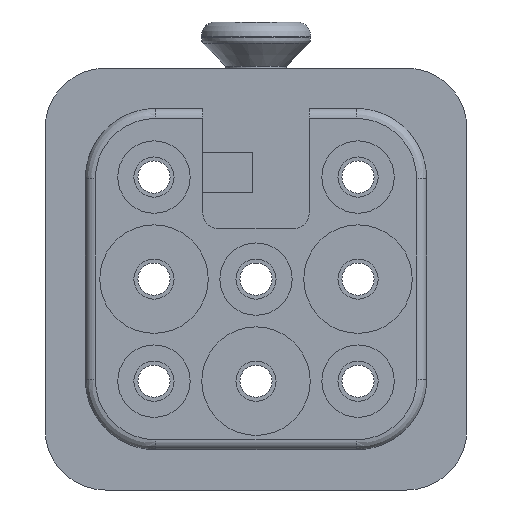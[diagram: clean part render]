
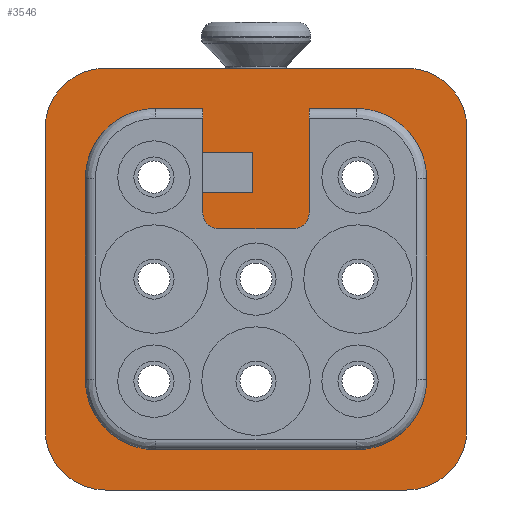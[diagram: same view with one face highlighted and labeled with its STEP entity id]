
A CAD part, front view. The second image highlights one B-rep face of the part: STEP entity #3546.
In plain terms, the highlighted planar face has unit normal (0, -1, 0).
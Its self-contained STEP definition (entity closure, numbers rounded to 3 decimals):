
#2519=FACE_BOUND('',#4889,.T.);
#2520=FACE_BOUND('',#4890,.T.);
#3048=CIRCLE('',#12041,0.8);
#3055=CIRCLE('',#12051,0.8);
#3057=CIRCLE('',#12055,3.5);
#3059=CIRCLE('',#12059,3.5);
#3061=CIRCLE('',#12063,3.5);
#3063=CIRCLE('',#12067,3.5);
#3074=CIRCLE('',#12088,3.);
#3075=CIRCLE('',#12089,3.);
#3076=CIRCLE('',#12090,3.);
#3077=CIRCLE('',#12091,3.);
#3546=ADVANCED_FACE('',(#2519,#2520),#3919,.T.);
#3919=PLANE('',#12092);
#4889=EDGE_LOOP('',(#6977,#6978,#6979,#6980,#6981,#6982,#6983,#6984,#6985,
#6986,#6987,#6988,#6989,#6990,#6991,#6992,#6993,#6994));
#4890=EDGE_LOOP('',(#6995,#6996,#6997,#6998,#6999,#7000,#7001,#7002));
#6977=ORIENTED_EDGE('',*,*,#9373,.T.);
#6978=ORIENTED_EDGE('',*,*,#8609,.T.);
#6979=ORIENTED_EDGE('',*,*,#8612,.T.);
#6980=ORIENTED_EDGE('',*,*,#9370,.T.);
#6981=ORIENTED_EDGE('',*,*,#9311,.T.);
#6982=ORIENTED_EDGE('',*,*,#9315,.T.);
#6983=ORIENTED_EDGE('',*,*,#9330,.T.);
#6984=ORIENTED_EDGE('',*,*,#9359,.T.);
#6985=ORIENTED_EDGE('',*,*,#9357,.T.);
#6986=ORIENTED_EDGE('',*,*,#9354,.T.);
#6987=ORIENTED_EDGE('',*,*,#9351,.T.);
#6988=ORIENTED_EDGE('',*,*,#9348,.T.);
#6989=ORIENTED_EDGE('',*,*,#9345,.T.);
#6990=ORIENTED_EDGE('',*,*,#9342,.T.);
#6991=ORIENTED_EDGE('',*,*,#9339,.T.);
#6992=ORIENTED_EDGE('',*,*,#9336,.T.);
#6993=ORIENTED_EDGE('',*,*,#9333,.T.);
#6994=ORIENTED_EDGE('',*,*,#9372,.T.);
#6995=ORIENTED_EDGE('',*,*,#9374,.F.);
#6996=ORIENTED_EDGE('',*,*,#9375,.T.);
#6997=ORIENTED_EDGE('',*,*,#9376,.T.);
#6998=ORIENTED_EDGE('',*,*,#9377,.T.);
#6999=ORIENTED_EDGE('',*,*,#9378,.T.);
#7000=ORIENTED_EDGE('',*,*,#9379,.T.);
#7001=ORIENTED_EDGE('',*,*,#9380,.T.);
#7002=ORIENTED_EDGE('',*,*,#9381,.T.);
#7663=VERTEX_POINT('',#15476);
#7664=VERTEX_POINT('',#15477);
#7665=VERTEX_POINT('',#15482);
#8147=VERTEX_POINT('',#17471);
#8148=VERTEX_POINT('',#17473);
#8150=VERTEX_POINT('',#17479);
#8163=VERTEX_POINT('',#17509);
#8166=VERTEX_POINT('',#17516);
#8167=VERTEX_POINT('',#17518);
#8169=VERTEX_POINT('',#17524);
#8171=VERTEX_POINT('',#17530);
#8173=VERTEX_POINT('',#17536);
#8175=VERTEX_POINT('',#17542);
#8177=VERTEX_POINT('',#17548);
#8179=VERTEX_POINT('',#17554);
#8181=VERTEX_POINT('',#17560);
#8183=VERTEX_POINT('',#17566);
#8184=VERTEX_POINT('',#17688);
#8185=VERTEX_POINT('',#17694);
#8186=VERTEX_POINT('',#17695);
#8187=VERTEX_POINT('',#17697);
#8188=VERTEX_POINT('',#17699);
#8189=VERTEX_POINT('',#17701);
#8190=VERTEX_POINT('',#17703);
#8191=VERTEX_POINT('',#17705);
#8192=VERTEX_POINT('',#17707);
#8609=EDGE_CURVE('',#7663,#7664,#9764,.T.);
#8612=EDGE_CURVE('',#7664,#7665,#9767,.T.);
#9311=EDGE_CURVE('',#8148,#8147,#3048,.T.);
#9315=EDGE_CURVE('',#8147,#8150,#10156,.T.);
#9330=EDGE_CURVE('',#8150,#8163,#3055,.T.);
#9333=EDGE_CURVE('',#8167,#8166,#10168,.T.);
#9336=EDGE_CURVE('',#8169,#8167,#3057,.T.);
#9339=EDGE_CURVE('',#8171,#8169,#10172,.T.);
#9342=EDGE_CURVE('',#8173,#8171,#3059,.T.);
#9345=EDGE_CURVE('',#8175,#8173,#10176,.T.);
#9348=EDGE_CURVE('',#8177,#8175,#3061,.T.);
#9351=EDGE_CURVE('',#8179,#8177,#10180,.T.);
#9354=EDGE_CURVE('',#8181,#8179,#3063,.T.);
#9357=EDGE_CURVE('',#8183,#8181,#10184,.T.);
#9359=EDGE_CURVE('',#8163,#8183,#10186,.T.);
#9370=EDGE_CURVE('',#7665,#8148,#10187,.T.);
#9372=EDGE_CURVE('',#8166,#8184,#10189,.T.);
#9373=EDGE_CURVE('',#8184,#7663,#10190,.T.);
#9374=EDGE_CURVE('',#8185,#8186,#10191,.T.);
#9375=EDGE_CURVE('',#8185,#8187,#3074,.T.);
#9376=EDGE_CURVE('',#8187,#8188,#10192,.T.);
#9377=EDGE_CURVE('',#8188,#8189,#3075,.T.);
#9378=EDGE_CURVE('',#8189,#8190,#10193,.T.);
#9379=EDGE_CURVE('',#8190,#8191,#3076,.T.);
#9380=EDGE_CURVE('',#8191,#8192,#10194,.T.);
#9381=EDGE_CURVE('',#8192,#8186,#3077,.T.);
#9764=LINE('',#15475,#10563);
#9767=LINE('',#15481,#10566);
#10156=LINE('',#17481,#10955);
#10168=LINE('',#17517,#10967);
#10172=LINE('',#17529,#10971);
#10176=LINE('',#17541,#10975);
#10180=LINE('',#17553,#10979);
#10184=LINE('',#17565,#10983);
#10186=LINE('',#17569,#10985);
#10187=LINE('',#17686,#10986);
#10189=LINE('',#17689,#10988);
#10190=LINE('',#17691,#10989);
#10191=LINE('',#17693,#10990);
#10192=LINE('',#17698,#10991);
#10193=LINE('',#17702,#10992);
#10194=LINE('',#17706,#10993);
#10563=VECTOR('',#12830,1.);
#10566=VECTOR('',#12835,1.);
#10955=VECTOR('',#14064,1.);
#10967=VECTOR('',#14094,1.);
#10971=VECTOR('',#14106,1.);
#10975=VECTOR('',#14118,1.);
#10979=VECTOR('',#14130,1.);
#10983=VECTOR('',#14142,1.);
#10985=VECTOR('',#14146,1.);
#10986=VECTOR('',#14179,1.);
#10988=VECTOR('',#14181,1.);
#10989=VECTOR('',#14184,1.);
#10990=VECTOR('',#14187,1.);
#10991=VECTOR('',#14190,1.);
#10992=VECTOR('',#14193,1.);
#10993=VECTOR('',#14196,1.);
#12041=AXIS2_PLACEMENT_3D('',#17472,#14056,#14057);
#12051=AXIS2_PLACEMENT_3D('',#17510,#14088,#14089);
#12055=AXIS2_PLACEMENT_3D('',#17523,#14100,#14101);
#12059=AXIS2_PLACEMENT_3D('',#17535,#14112,#14113);
#12063=AXIS2_PLACEMENT_3D('',#17547,#14124,#14125);
#12067=AXIS2_PLACEMENT_3D('',#17559,#14136,#14137);
#12088=AXIS2_PLACEMENT_3D('',#17696,#14188,#14189);
#12089=AXIS2_PLACEMENT_3D('',#17700,#14191,#14192);
#12090=AXIS2_PLACEMENT_3D('',#17704,#14194,#14195);
#12091=AXIS2_PLACEMENT_3D('',#17708,#14197,#14198);
#12092=AXIS2_PLACEMENT_3D('',#17709,#14199,#14200);
#12830=DIRECTION('',(0.,0.,-1.));
#12835=DIRECTION('',(-1.,0.,0.));
#14056=DIRECTION('',(0.,-1.,0.));
#14057=DIRECTION('',(-1.,0.,0.));
#14064=DIRECTION('',(1.,0.,0.));
#14088=DIRECTION('',(0.,-1.,0.));
#14089=DIRECTION('',(0.,0.,-1.));
#14094=DIRECTION('',(1.,0.,0.));
#14100=DIRECTION('',(0.,1.,0.));
#14101=DIRECTION('',(-1.,0.,0.));
#14106=DIRECTION('',(0.,0.,1.));
#14112=DIRECTION('',(0.,1.,0.));
#14113=DIRECTION('',(0.,0.,-1.));
#14118=DIRECTION('',(-1.,0.,0.));
#14124=DIRECTION('',(0.,1.,0.));
#14125=DIRECTION('',(1.,0.,0.));
#14130=DIRECTION('',(0.,0.,-1.));
#14136=DIRECTION('',(0.,1.,0.));
#14137=DIRECTION('',(0.,0.,1.));
#14142=DIRECTION('',(1.,0.,0.));
#14146=DIRECTION('',(0.,0.,1.));
#14179=DIRECTION('',(0.,0.,-1.));
#14181=DIRECTION('',(0.,0.,-1.));
#14184=DIRECTION('',(1.,0.,0.));
#14187=DIRECTION('',(0.,0.,1.));
#14188=DIRECTION('',(0.,-1.,0.));
#14189=DIRECTION('',(-1.,0.,0.));
#14190=DIRECTION('',(1.,0.,0.));
#14191=DIRECTION('',(0.,-1.,0.));
#14192=DIRECTION('',(0.,0.,-1.));
#14193=DIRECTION('',(0.,0.,1.));
#14194=DIRECTION('',(0.,-1.,0.));
#14195=DIRECTION('',(1.,0.,0.));
#14196=DIRECTION('',(-1.,0.,0.));
#14197=DIRECTION('',(0.,-1.,0.));
#14198=DIRECTION('',(0.,0.,1.));
#14199=DIRECTION('',(0.,-1.,0.));
#14200=DIRECTION('',(-1.,0.,0.));
#15475=CARTESIAN_POINT('',(-0.15,14.,6.325));
#15476=CARTESIAN_POINT('',(-0.15,14.,6.325));
#15477=CARTESIAN_POINT('',(-0.15,14.,4.325));
#15481=CARTESIAN_POINT('',(-0.15,14.,4.325));
#15482=CARTESIAN_POINT('',(-2.65,14.,4.325));
#17471=CARTESIAN_POINT('',(-1.85,14.,2.5));
#17472=CARTESIAN_POINT('',(-1.85,14.,3.3));
#17473=CARTESIAN_POINT('',(-2.65,14.,3.3));
#17479=CARTESIAN_POINT('',(1.85,14.,2.5));
#17481=CARTESIAN_POINT('',(-1.85,14.,2.5));
#17509=CARTESIAN_POINT('',(2.65,14.,3.3));
#17510=CARTESIAN_POINT('',(1.85,14.,3.3));
#17516=CARTESIAN_POINT('',(-2.65,14.,8.5));
#17517=CARTESIAN_POINT('',(-5.,14.,8.5));
#17518=CARTESIAN_POINT('',(-5.,14.,8.5));
#17523=CARTESIAN_POINT('',(-5.,14.,5.));
#17524=CARTESIAN_POINT('',(-8.5,14.,5.));
#17529=CARTESIAN_POINT('',(-8.5,14.,-5.));
#17530=CARTESIAN_POINT('',(-8.5,14.,-5.));
#17535=CARTESIAN_POINT('',(-5.,14.,-5.));
#17536=CARTESIAN_POINT('',(-5.,14.,-8.5));
#17541=CARTESIAN_POINT('',(5.,14.,-8.5));
#17542=CARTESIAN_POINT('',(5.,14.,-8.5));
#17547=CARTESIAN_POINT('',(5.,14.,-5.));
#17548=CARTESIAN_POINT('',(8.5,14.,-5.));
#17553=CARTESIAN_POINT('',(8.5,14.,5.));
#17554=CARTESIAN_POINT('',(8.5,14.,5.));
#17559=CARTESIAN_POINT('',(5.,14.,5.));
#17560=CARTESIAN_POINT('',(5.,14.,8.5));
#17565=CARTESIAN_POINT('',(2.65,14.,8.5));
#17566=CARTESIAN_POINT('',(2.65,14.,8.5));
#17569=CARTESIAN_POINT('',(2.65,14.,3.3));
#17686=CARTESIAN_POINT('',(-2.65,14.,4.325));
#17688=CARTESIAN_POINT('',(-2.65,14.,6.325));
#17689=CARTESIAN_POINT('',(-2.65,14.,8.5));
#17691=CARTESIAN_POINT('',(-2.65,14.,6.325));
#17693=CARTESIAN_POINT('',(-10.5,14.,-7.5));
#17694=CARTESIAN_POINT('',(-10.5,14.,-7.5));
#17695=CARTESIAN_POINT('',(-10.5,14.,7.5));
#17696=CARTESIAN_POINT('',(-7.5,14.,-7.5));
#17697=CARTESIAN_POINT('',(-7.5,14.,-10.5));
#17698=CARTESIAN_POINT('',(-7.5,14.,-10.5));
#17699=CARTESIAN_POINT('',(7.5,14.,-10.5));
#17700=CARTESIAN_POINT('',(7.5,14.,-7.5));
#17701=CARTESIAN_POINT('',(10.5,14.,-7.5));
#17702=CARTESIAN_POINT('',(10.5,14.,-7.5));
#17703=CARTESIAN_POINT('',(10.5,14.,7.5));
#17704=CARTESIAN_POINT('',(7.5,14.,7.5));
#17705=CARTESIAN_POINT('',(7.5,14.,10.5));
#17706=CARTESIAN_POINT('',(7.5,14.,10.5));
#17707=CARTESIAN_POINT('',(-7.5,14.,10.5));
#17708=CARTESIAN_POINT('',(-7.5,14.,7.5));
#17709=CARTESIAN_POINT('',(11.125,14.,11.125));
